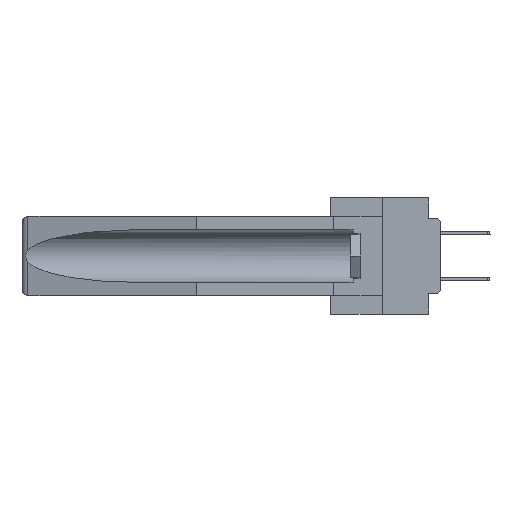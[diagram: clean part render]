
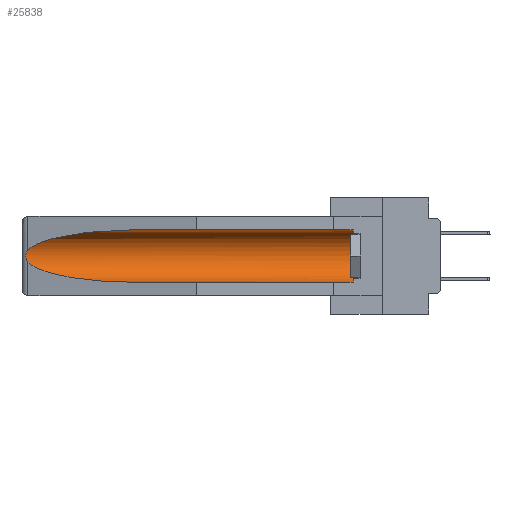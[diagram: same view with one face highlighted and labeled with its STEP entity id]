
A CAD part, left-side view. The second image highlights one B-rep face of the part: STEP entity #25838.
In plain terms, the highlighted cylindrical face has radius 2.857 mm (diameter 5.715 mm), a partial arc.
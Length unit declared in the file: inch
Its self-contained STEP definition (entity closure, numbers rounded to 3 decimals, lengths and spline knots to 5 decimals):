
#842 = CARTESIAN_POINT ( 'NONE',  ( 0.2673, 1.5327, -0.16383 ) ) ;
#1803 = DIRECTION ( 'NONE',  ( 0., 1., 0. ) ) ;
#2207 = CARTESIAN_POINT ( 'NONE',  ( 0.21114, 1.30732, -0.059 ) ) ;
#2925 =( BOUNDED_CURVE ( )  B_SPLINE_CURVE ( 3, ( #30763, #2207, #25295, #5211 ),
 .UNSPECIFIED., .F., .T. ) 
 B_SPLINE_CURVE_WITH_KNOTS ( ( 4, 4 ),
 ( 4.71239, 6.08839 ),
 .UNSPECIFIED. ) 
 CURVE ( )  GEOMETRIC_REPRESENTATION_ITEM ( )  RATIONAL_B_SPLINE_CURVE ( ( 1., 0.848, 0.848, 1. ) ) 
 REPRESENTATION_ITEM ( '' )  );
#2977 = CARTESIAN_POINT ( 'NONE',  ( 0.25451, 1.48313, -0.24835 ) ) ;
#3462 = LINE ( 'NONE', #22163, #30944 ) ;
#3724 = CARTESIAN_POINT ( 'NONE',  ( 0.2675, 1.53308, -0.17534 ) ) ;
#4412 = VECTOR ( 'NONE', #35867, 39.37008 ) ;
#5003 = VERTEX_POINT ( 'NONE', #8620 ) ;
#5211 = CARTESIAN_POINT ( 'NONE',  ( 0.26537, 1.52718, -0.14972 ) ) ;
#5362 = DIRECTION ( 'NONE',  ( 0., 1., 0. ) ) ;
#5822 = CARTESIAN_POINT ( 'NONE',  ( 0.155, 0.126, -0.1715 ) ) ;
#6714 = CARTESIAN_POINT ( 'NONE',  ( 0.26655, 1.53094, -0.18657 ) ) ;
#7726 = CARTESIAN_POINT ( 'NONE',  ( 0.155, -0.30754, -0.284 ) ) ;
#8575 = CARTESIAN_POINT ( 'NONE',  ( 0.21114, 1.30732, -0.284 ) ) ;
#8620 = CARTESIAN_POINT ( 'NONE',  ( 0.26537, 1.52718, -0.19328 ) ) ;
#9176 = CARTESIAN_POINT ( 'NONE',  ( 0.26537, 1.52718, -0.14972 ) ) ;
#9557 = CARTESIAN_POINT ( 'NONE',  ( 0.26597, 1.52961, -0.15275 ) ) ;
#10213 =( BOUNDED_CURVE ( )  B_SPLINE_CURVE ( 3, ( #19872, #2977, #8575, #11072 ),
 .UNSPECIFIED., .F., .F. ) 
 B_SPLINE_CURVE_WITH_KNOTS ( ( 4, 4 ),
 ( 0.1948, 1.5708 ),
 .UNSPECIFIED. ) 
 CURVE ( )  GEOMETRIC_REPRESENTATION_ITEM ( )  RATIONAL_B_SPLINE_CURVE ( ( 1., 0.848, 0.848, 1. ) ) 
 REPRESENTATION_ITEM ( '' )  );
#10375 = FACE_OUTER_BOUND ( 'NONE', #28238, .T. ) ;
#10811 = CARTESIAN_POINT ( 'NONE',  ( 0.155, -0.30754, -0.1715 ) ) ;
#10997 = CARTESIAN_POINT ( 'NONE',  ( 0.155, 1.07973, -0.059 ) ) ;
#11072 = CARTESIAN_POINT ( 'NONE',  ( 0.155, 1.07973, -0.284 ) ) ;
#11541 = CYLINDRICAL_SURFACE ( 'NONE', #14019, 0.1125 ) ;
#11669 = ORIENTED_EDGE ( 'NONE', *, *, #21214, .T. ) ;
#11818 = CARTESIAN_POINT ( 'NONE',  ( 0.155, 0.126, -0.284 ) ) ;
#12545 = ORIENTED_EDGE ( 'NONE', *, *, #22387, .T. ) ;
#12712 = CIRCLE ( 'NONE', #19861, 0.1125 ) ;
#13702 = VERTEX_POINT ( 'NONE', #32806 ) ;
#14019 = AXIS2_PLACEMENT_3D ( 'NONE', #10811, #5362, #19632 ) ;
#14271 = DIRECTION ( 'NONE',  ( 0., -1., 0. ) ) ;
#16812 = LINE ( 'NONE', #7726, #4412 ) ;
#17819 = EDGE_CURVE ( 'NONE', #5003, #26925, #10213, .T. ) ;
#19632 = DIRECTION ( 'NONE',  ( 0., 0., 1. ) ) ;
#19861 = AXIS2_PLACEMENT_3D ( 'NONE', #5822, #14271, #28878 ) ;
#19872 = CARTESIAN_POINT ( 'NONE',  ( 0.26537, 1.52718, -0.19328 ) ) ;
#20287 = VERTEX_POINT ( 'NONE', #10997 ) ;
#20728 = CARTESIAN_POINT ( 'NONE',  ( 0.26597, 1.5296, -0.19026 ) ) ;
#20939 = EDGE_CURVE ( 'NONE', #20287, #13702, #2925, .T. ) ;
#21214 = EDGE_CURVE ( 'NONE', #29078, #20287, #3462, .T. ) ;
#21755 = ORIENTED_EDGE ( 'NONE', *, *, #20939, .T. ) ;
#21784 = EDGE_CURVE ( 'NONE', #13702, #5003, #23383, .T. ) ;
#22163 = CARTESIAN_POINT ( 'NONE',  ( 0.155, -0.30754, -0.059 ) ) ;
#22387 = EDGE_CURVE ( 'NONE', #30096, #29078, #12712, .T. ) ;
#23383 = B_SPLINE_CURVE_WITH_KNOTS ( 'NONE', 3,
 ( #9176, #9557, #34482, #842, #34838, #3724, #31647, #6714, #20728, #32124 ),
 .UNSPECIFIED., .F., .F.,
 ( 4, 2, 2, 2, 4 ),
 ( 0., 0.00029, 0.00058, 0.00087, 0.00117 ),
 .UNSPECIFIED. ) ;
#23649 = CARTESIAN_POINT ( 'NONE',  ( 0.155, 0.126, -0.059 ) ) ;
#25295 = CARTESIAN_POINT ( 'NONE',  ( 0.25451, 1.48313, -0.09465 ) ) ;
#25593 = ORIENTED_EDGE ( 'NONE', *, *, #30698, .F. ) ;
#25838 = ADVANCED_FACE ( 'NONE', ( #10375 ), #11541, .F. ) ;
#26925 = VERTEX_POINT ( 'NONE', #35525 ) ;
#28238 = EDGE_LOOP ( 'NONE', ( #21755, #31954, #33895, #25593, #12545, #11669 ) ) ;
#28878 = DIRECTION ( 'NONE',  ( 0., 0., 1. ) ) ;
#29078 = VERTEX_POINT ( 'NONE', #23649 ) ;
#30096 = VERTEX_POINT ( 'NONE', #11818 ) ;
#30698 = EDGE_CURVE ( 'NONE', #30096, #26925, #16812, .T. ) ;
#30763 = CARTESIAN_POINT ( 'NONE',  ( 0.155, 1.07973, -0.059 ) ) ;
#30944 = VECTOR ( 'NONE', #1803, 39.37008 ) ;
#31647 = CARTESIAN_POINT ( 'NONE',  ( 0.2673, 1.53269, -0.17917 ) ) ;
#31954 = ORIENTED_EDGE ( 'NONE', *, *, #21784, .T. ) ;
#32124 = CARTESIAN_POINT ( 'NONE',  ( 0.26537, 1.52718, -0.19328 ) ) ;
#32806 = CARTESIAN_POINT ( 'NONE',  ( 0.26537, 1.52718, -0.14972 ) ) ;
#33895 = ORIENTED_EDGE ( 'NONE', *, *, #17819, .T. ) ;
#34482 = CARTESIAN_POINT ( 'NONE',  ( 0.26654, 1.53092, -0.15636 ) ) ;
#34838 = CARTESIAN_POINT ( 'NONE',  ( 0.2675, 1.53308, -0.16763 ) ) ;
#35525 = CARTESIAN_POINT ( 'NONE',  ( 0.155, 1.07973, -0.284 ) ) ;
#35867 = DIRECTION ( 'NONE',  ( 0., 1., 0. ) ) ;
